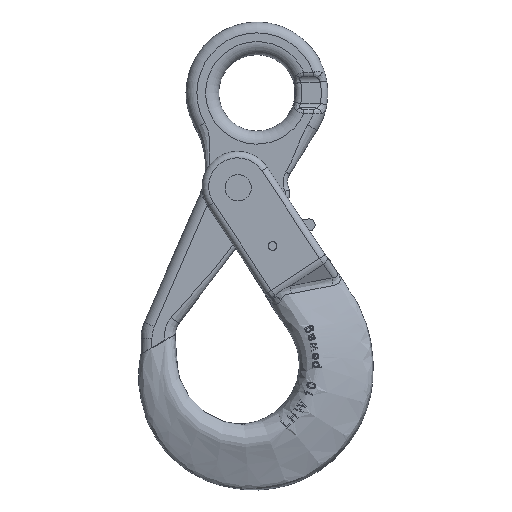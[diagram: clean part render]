
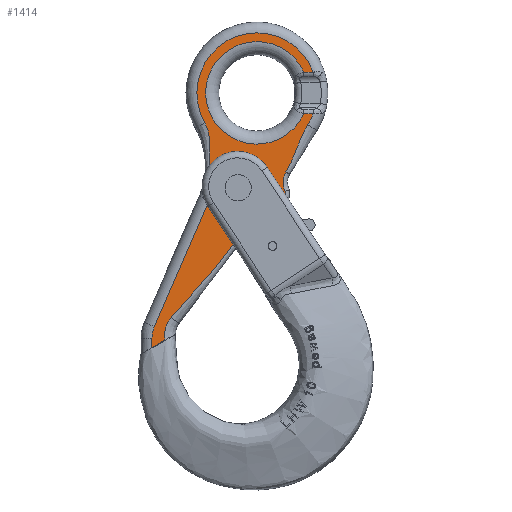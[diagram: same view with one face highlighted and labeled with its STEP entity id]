
A CAD part, top view. The second image highlights one B-rep face of the part: STEP entity #1414.
In plain terms, the highlighted planar face has unit normal (0, 0, 1).
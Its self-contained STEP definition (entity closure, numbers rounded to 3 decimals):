
#297=LINE('',#7600,#547);
#307=LINE('',#7814,#557);
#308=LINE('',#7823,#558);
#309=LINE('',#7853,#559);
#316=LINE('',#8165,#566);
#317=LINE('',#8180,#567);
#318=LINE('',#8184,#568);
#319=LINE('',#8200,#569);
#320=LINE('',#8201,#570);
#321=LINE('',#8206,#571);
#322=LINE('',#8216,#572);
#547=VECTOR('',#6184,1.);
#557=VECTOR('',#6260,1.);
#558=VECTOR('',#6263,1.);
#559=VECTOR('',#6272,1.);
#566=VECTOR('',#6331,1.);
#567=VECTOR('',#6336,1.);
#568=VECTOR('',#6339,1.);
#569=VECTOR('',#6342,1.);
#570=VECTOR('',#6343,1.);
#571=VECTOR('',#6348,1.);
#572=VECTOR('',#6353,1.);
#890=(
BOUNDED_CURVE()
B_SPLINE_CURVE(3,(#8169,#8170,#8171,#8172,#8173,#8174,#8175,#8176,#8177,
#8178),.UNSPECIFIED.,.F.,.F.)
B_SPLINE_CURVE_WITH_KNOTS((4,2,2,2,4),(0.,0.142,0.313,
0.657,1.),.UNSPECIFIED.)
CURVE()
GEOMETRIC_REPRESENTATION_ITEM()
RATIONAL_B_SPLINE_CURVE((1.,1.,1.,1.,1.,1.,1.,1.,1.,1.))
REPRESENTATION_ITEM('')
);
#891=(
BOUNDED_CURVE()
B_SPLINE_CURVE(3,(#8185,#8186,#8187,#8188),.UNSPECIFIED.,.F.,.F.)
B_SPLINE_CURVE_WITH_KNOTS((4,4),(0.,1.),.UNSPECIFIED.)
CURVE()
GEOMETRIC_REPRESENTATION_ITEM()
RATIONAL_B_SPLINE_CURVE((1.,1.,1.,1.))
REPRESENTATION_ITEM('')
);
#892=(
BOUNDED_CURVE()
B_SPLINE_CURVE(3,(#8190,#8191,#8192,#8193,#8194,#8195,#8196),.UNSPECIFIED.,
.F.,.F.)
B_SPLINE_CURVE_WITH_KNOTS((4,3,4),(0.,0.393,1.),.UNSPECIFIED.)
CURVE()
GEOMETRIC_REPRESENTATION_ITEM()
RATIONAL_B_SPLINE_CURVE((1.,1.,1.,1.,1.,1.,1.))
REPRESENTATION_ITEM('')
);
#893=(
BOUNDED_CURVE()
B_SPLINE_CURVE(3,(#8212,#8213,#8214,#8215),.UNSPECIFIED.,.F.,.F.)
B_SPLINE_CURVE_WITH_KNOTS((4,4),(0.,1.),.UNSPECIFIED.)
CURVE()
GEOMETRIC_REPRESENTATION_ITEM()
RATIONAL_B_SPLINE_CURVE((1.,1.,1.,1.))
REPRESENTATION_ITEM('')
);
#1414=ADVANCED_FACE('',(#1895),#1697,.F.);
#1697=PLANE('',#5812);
#1895=FACE_OUTER_BOUND('',#2218,.T.);
#2218=EDGE_LOOP('',(#2811,#2812,#2813,#2814,#2815,#2816,#2817,#2818,#2819,
#2820,#2821,#2822,#2823,#2824,#2825,#2826,#2827,#2828,#2829,#2830,#2831,
#2832,#2833,#2834,#2835));
#2811=ORIENTED_EDGE('',*,*,#4741,.F.);
#2812=ORIENTED_EDGE('',*,*,#4866,.F.);
#2813=ORIENTED_EDGE('',*,*,#4867,.F.);
#2814=ORIENTED_EDGE('',*,*,#4868,.F.);
#2815=ORIENTED_EDGE('',*,*,#4869,.T.);
#2816=ORIENTED_EDGE('',*,*,#4870,.F.);
#2817=ORIENTED_EDGE('',*,*,#4871,.F.);
#2818=ORIENTED_EDGE('',*,*,#4872,.F.);
#2819=ORIENTED_EDGE('',*,*,#4787,.F.);
#2820=ORIENTED_EDGE('',*,*,#4873,.F.);
#2821=ORIENTED_EDGE('',*,*,#4874,.F.);
#2822=ORIENTED_EDGE('',*,*,#4875,.F.);
#2823=ORIENTED_EDGE('',*,*,#4876,.F.);
#2824=ORIENTED_EDGE('',*,*,#4827,.T.);
#2825=ORIENTED_EDGE('',*,*,#4877,.F.);
#2826=ORIENTED_EDGE('',*,*,#4878,.F.);
#2827=ORIENTED_EDGE('',*,*,#4824,.T.);
#2828=ORIENTED_EDGE('',*,*,#4833,.T.);
#2829=ORIENTED_EDGE('',*,*,#4879,.F.);
#2830=ORIENTED_EDGE('',*,*,#4880,.F.);
#2831=ORIENTED_EDGE('',*,*,#4881,.F.);
#2832=ORIENTED_EDGE('',*,*,#4882,.F.);
#2833=ORIENTED_EDGE('',*,*,#4883,.F.);
#2834=ORIENTED_EDGE('',*,*,#4862,.F.);
#2835=ORIENTED_EDGE('',*,*,#4884,.F.);
#4209=VERTEX_POINT('',#7355);
#4210=VERTEX_POINT('',#7357);
#4241=VERTEX_POINT('',#7599);
#4242=VERTEX_POINT('',#7601);
#4254=VERTEX_POINT('',#7699);
#4255=VERTEX_POINT('',#7701);
#4256=VERTEX_POINT('',#7813);
#4257=VERTEX_POINT('',#7815);
#4259=VERTEX_POINT('',#7822);
#4260=VERTEX_POINT('',#7824);
#4264=VERTEX_POINT('',#7852);
#4277=VERTEX_POINT('',#8148);
#4278=VERTEX_POINT('',#8149);
#4280=VERTEX_POINT('',#8166);
#4281=VERTEX_POINT('',#8168);
#4282=VERTEX_POINT('',#8181);
#4283=VERTEX_POINT('',#8183);
#4284=VERTEX_POINT('',#8189);
#4285=VERTEX_POINT('',#8197);
#4286=VERTEX_POINT('',#8199);
#4287=VERTEX_POINT('',#8202);
#4288=VERTEX_POINT('',#8205);
#4289=VERTEX_POINT('',#8207);
#4290=VERTEX_POINT('',#8209);
#4291=VERTEX_POINT('',#8211);
#4741=EDGE_CURVE('',#4209,#4210,#5540,.T.);
#4787=EDGE_CURVE('',#4241,#4242,#297,.T.);
#4824=EDGE_CURVE('',#4257,#4256,#307,.T.);
#4827=EDGE_CURVE('',#4260,#4259,#308,.T.);
#4833=EDGE_CURVE('',#4256,#4264,#309,.T.);
#4862=EDGE_CURVE('',#4277,#4278,#5583,.T.);
#4866=EDGE_CURVE('',#4280,#4209,#316,.T.);
#4867=EDGE_CURVE('',#4281,#4280,#5584,.T.);
#4868=EDGE_CURVE('',#4255,#4281,#890,.T.);
#4869=EDGE_CURVE('',#4255,#4254,#5585,.T.);
#4870=EDGE_CURVE('',#4282,#4254,#317,.T.);
#4871=EDGE_CURVE('',#4283,#4282,#5586,.T.);
#4872=EDGE_CURVE('',#4242,#4283,#318,.T.);
#4873=EDGE_CURVE('',#4284,#4241,#891,.T.);
#4874=EDGE_CURVE('',#4285,#4284,#892,.T.);
#4875=EDGE_CURVE('',#4286,#4285,#5587,.T.);
#4876=EDGE_CURVE('',#4260,#4286,#319,.T.);
#4877=EDGE_CURVE('',#4287,#4259,#320,.T.);
#4878=EDGE_CURVE('',#4257,#4287,#5588,.T.);
#4879=EDGE_CURVE('',#4288,#4264,#5589,.T.);
#4880=EDGE_CURVE('',#4289,#4288,#321,.T.);
#4881=EDGE_CURVE('',#4290,#4289,#5590,.T.);
#4882=EDGE_CURVE('',#4291,#4290,#5591,.T.);
#4883=EDGE_CURVE('',#4278,#4291,#893,.T.);
#4884=EDGE_CURVE('',#4210,#4277,#322,.T.);
#5540=CIRCLE('',#5709,23.5);
#5583=CIRCLE('',#5802,27.5);
#5584=CIRCLE('',#5804,27.5);
#5585=CIRCLE('',#5805,16.);
#5586=CIRCLE('',#5806,13.);
#5587=CIRCLE('',#5807,4.);
#5588=CIRCLE('',#5808,4.);
#5589=CIRCLE('',#5809,4.);
#5590=CIRCLE('',#5810,13.);
#5591=CIRCLE('',#5811,9.);
#5709=AXIS2_PLACEMENT_3D('',#7356,#6108,#6109);
#5802=AXIS2_PLACEMENT_3D('',#8147,#6327,#6328);
#5804=AXIS2_PLACEMENT_3D('',#8167,#6332,#6333);
#5805=AXIS2_PLACEMENT_3D('',#8179,#6334,#6335);
#5806=AXIS2_PLACEMENT_3D('',#8182,#6337,#6338);
#5807=AXIS2_PLACEMENT_3D('',#8198,#6340,#6341);
#5808=AXIS2_PLACEMENT_3D('',#8203,#6344,#6345);
#5809=AXIS2_PLACEMENT_3D('',#8204,#6346,#6347);
#5810=AXIS2_PLACEMENT_3D('',#8208,#6349,#6350);
#5811=AXIS2_PLACEMENT_3D('',#8210,#6351,#6352);
#5812=AXIS2_PLACEMENT_3D('',#8217,#6354,#6355);
#6108=DIRECTION('',(0.,0.,1.));
#6109=DIRECTION('',(1.,0.,0.));
#6184=DIRECTION('',(-0.866,-0.5,0.));
#6260=DIRECTION('',(0.454,0.891,0.));
#6263=DIRECTION('',(0.454,0.891,0.));
#6272=DIRECTION('',(0.999,-0.035,0.));
#6327=DIRECTION('',(0.,0.,-1.));
#6328=DIRECTION('',(1.,0.,0.));
#6331=DIRECTION('',(-1.,0.,0.));
#6332=DIRECTION('',(0.,0.,-1.));
#6333=DIRECTION('',(1.,0.,0.));
#6334=DIRECTION('',(0.,0.,-1.));
#6335=DIRECTION('',(1.,0.,0.));
#6336=DIRECTION('',(0.399,0.917,0.));
#6337=DIRECTION('',(0.,0.,-1.));
#6338=DIRECTION('',(1.,0.,0.));
#6339=DIRECTION('',(0.,1.,0.));
#6340=DIRECTION('',(0.,0.,1.));
#6341=DIRECTION('',(1.,0.,0.));
#6342=DIRECTION('',(-1.,0.,0.));
#6343=DIRECTION('',(-0.342,-0.94,0.));
#6344=DIRECTION('',(0.,0.,1.));
#6345=DIRECTION('',(1.,0.,0.));
#6346=DIRECTION('',(0.,0.,1.));
#6347=DIRECTION('',(1.,0.,0.));
#6348=DIRECTION('',(-1.,0.,0.));
#6349=DIRECTION('',(0.,0.,-1.));
#6350=DIRECTION('',(1.,0.,0.));
#6351=DIRECTION('',(0.,0.,1.));
#6352=DIRECTION('',(1.,0.,0.));
#6353=DIRECTION('',(1.,0.,0.));
#6354=DIRECTION('',(0.,0.,-1.));
#6355=DIRECTION('',(1.,0.,0.));
#7355=CARTESIAN_POINT('',(30.02,133.275,6.));
#7356=CARTESIAN_POINT('',(8.515,123.8,6.));
#7357=CARTESIAN_POINT('',(30.02,114.325,6.));
#7599=CARTESIAN_POINT('',(-33.678,10.475,6.));
#7600=CARTESIAN_POINT('',(-28.785,13.3,6.));
#7601=CARTESIAN_POINT('',(-39.585,7.065,6.));
#7699=CARTESIAN_POINT('',(-14.139,72.654,6.));
#7701=CARTESIAN_POINT('',(-13.092,89.617,6.));
#7813=CARTESIAN_POINT('',(13.9,70.3,6.));
#7814=CARTESIAN_POINT('',(-16.306,11.018,6.));
#7815=CARTESIAN_POINT('',(13.006,68.546,6.));
#7822=CARTESIAN_POINT('',(12.553,67.657,6.));
#7823=CARTESIAN_POINT('',(-16.306,11.018,6.));
#7824=CARTESIAN_POINT('',(11.352,65.3,6.));
#7852=CARTESIAN_POINT('',(15.624,70.24,6.));
#7853=CARTESIAN_POINT('',(-18.754,71.44,6.));
#8147=CARTESIAN_POINT('',(8.515,123.8,6.));
#8148=CARTESIAN_POINT('',(34.331,114.325,6.));
#8149=CARTESIAN_POINT('',(31.837,109.227,6.));
#8165=CARTESIAN_POINT('',(30.469,133.275,6.));
#8166=CARTESIAN_POINT('',(34.331,133.275,6.));
#8167=CARTESIAN_POINT('',(8.515,123.8,6.));
#8168=CARTESIAN_POINT('',(-15.359,110.152,6.));
#8169=CARTESIAN_POINT('',(-13.092,89.617,6.));
#8170=CARTESIAN_POINT('',(-13.078,90.556,6.));
#8171=CARTESIAN_POINT('',(-13.104,91.496,6.));
#8172=CARTESIAN_POINT('',(-13.194,93.572,6.));
#8173=CARTESIAN_POINT('',(-13.182,94.717,6.));
#8174=CARTESIAN_POINT('',(-13.113,98.214,6.));
#8175=CARTESIAN_POINT('',(-13.025,100.649,6.));
#8176=CARTESIAN_POINT('',(-13.533,105.551,6.));
#8177=CARTESIAN_POINT('',(-14.132,108.007,6.));
#8178=CARTESIAN_POINT('',(-15.359,110.152,6.));
#8179=CARTESIAN_POINT('',(-0.085,80.3,6.));
#8180=CARTESIAN_POINT('',(-36.9,20.307,6.));
#8181=CARTESIAN_POINT('',(-38.506,16.614,6.));
#8182=CARTESIAN_POINT('',(-26.585,11.43,6.));
#8183=CARTESIAN_POINT('',(-39.585,11.43,6.));
#8184=CARTESIAN_POINT('',(-39.585,13.3,6.));
#8185=CARTESIAN_POINT('',(-30.844,20.889,6.));
#8186=CARTESIAN_POINT('',(-33.027,17.996,6.));
#8187=CARTESIAN_POINT('',(-34.233,14.283,6.));
#8188=CARTESIAN_POINT('',(-33.678,10.475,6.));
#8189=CARTESIAN_POINT('',(-30.844,20.889,6.));
#8190=CARTESIAN_POINT('',(4.719,63.709,6.));
#8191=CARTESIAN_POINT('',(0.327,57.888,6.));
#8192=CARTESIAN_POINT('',(-4.065,52.067,6.));
#8193=CARTESIAN_POINT('',(-8.456,46.246,6.));
#8194=CARTESIAN_POINT('',(-15.227,37.271,6.));
#8195=CARTESIAN_POINT('',(-24.074,29.863,6.));
#8196=CARTESIAN_POINT('',(-30.844,20.889,6.));
#8197=CARTESIAN_POINT('',(4.719,63.709,6.));
#8198=CARTESIAN_POINT('',(7.912,61.3,6.));
#8199=CARTESIAN_POINT('',(7.912,65.3,6.));
#8200=CARTESIAN_POINT('',(-20.785,65.3,6.));
#8201=CARTESIAN_POINT('',(-8.817,8.944,6.));
#8202=CARTESIAN_POINT('',(12.557,67.668,6.));
#8203=CARTESIAN_POINT('',(16.316,66.3,6.));
#8204=CARTESIAN_POINT('',(16.316,66.3,6.));
#8205=CARTESIAN_POINT('',(16.316,70.3,6.));
#8206=CARTESIAN_POINT('',(-20.785,70.3,6.));
#8207=CARTESIAN_POINT('',(18.948,70.3,6.));
#8208=CARTESIAN_POINT('',(8.472,77.998,6.));
#8209=CARTESIAN_POINT('',(21.452,78.727,6.));
#8210=CARTESIAN_POINT('',(29.476,82.804,6.));
#8211=CARTESIAN_POINT('',(21.843,87.573,6.));
#8212=CARTESIAN_POINT('',(31.837,109.227,6.));
#8213=CARTESIAN_POINT('',(27.657,102.539,6.));
#8214=CARTESIAN_POINT('',(26.022,94.261,6.));
#8215=CARTESIAN_POINT('',(21.843,87.573,6.));
#8216=CARTESIAN_POINT('',(34.706,114.325,6.));
#8217=CARTESIAN_POINT('',(-20.785,13.3,6.));
